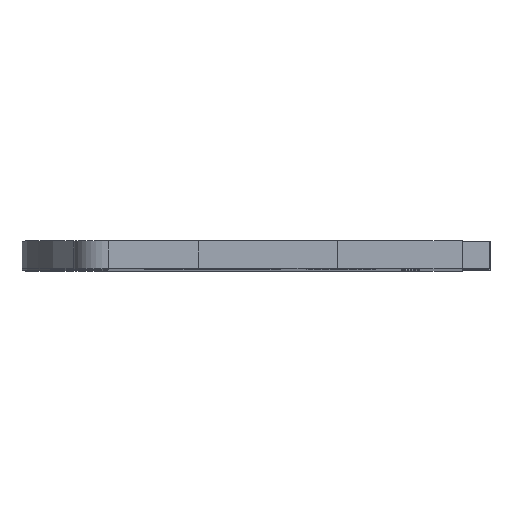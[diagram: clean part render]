
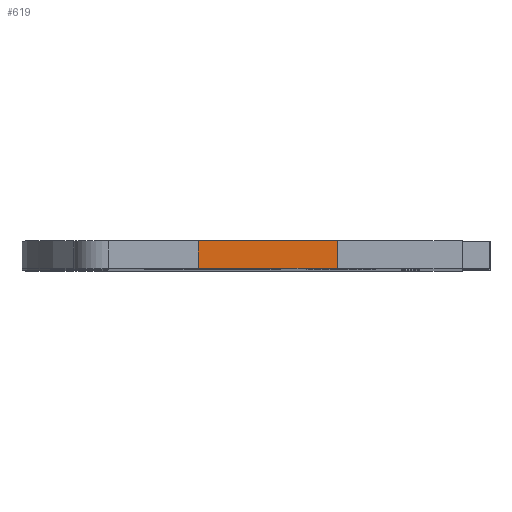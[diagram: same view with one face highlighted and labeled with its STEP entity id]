
A CAD part, top view. The second image highlights one B-rep face of the part: STEP entity #619.
In plain terms, the highlighted planar face has unit normal (0, 0, 1).
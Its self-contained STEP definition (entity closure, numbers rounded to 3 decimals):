
#26 = VECTOR ( 'NONE', #256, 1000. ) ;
#63 = FACE_OUTER_BOUND ( 'NONE', #722, .T. ) ;
#87 = CARTESIAN_POINT ( 'NONE',  ( -72., -48., 458.3 ) ) ;
#241 = CARTESIAN_POINT ( 'NONE',  ( -72., -48., 458.3 ) ) ;
#256 = DIRECTION ( 'NONE',  ( -1., 0., 0. ) ) ;
#258 = VERTEX_POINT ( 'NONE', #2618 ) ;
#265 = LINE ( 'NONE', #241, #26 ) ;
#419 = CARTESIAN_POINT ( 'NONE',  ( -72., -48., 458.3 ) ) ;
#422 = CARTESIAN_POINT ( 'NONE',  ( -112., -56., 458.3 ) ) ;
#594 = VERTEX_POINT ( 'NONE', #1062 ) ;
#619 = ADVANCED_FACE ( 'NONE', ( #63 ), #864, .T. ) ;
#689 = ORIENTED_EDGE ( 'NONE', *, *, #1584, .T. ) ;
#722 = EDGE_LOOP ( 'NONE', ( #982, #1564, #689, #1309 ) ) ;
#747 = DIRECTION ( 'NONE',  ( 0., -1., 0. ) ) ;
#769 = LINE ( 'NONE', #87, #1994 ) ;
#772 = EDGE_CURVE ( 'NONE', #258, #2177, #2133, .T. ) ;
#864 = PLANE ( 'NONE',  #1701 ) ;
#982 = ORIENTED_EDGE ( 'NONE', *, *, #772, .F. ) ;
#1062 = CARTESIAN_POINT ( 'NONE',  ( -112., -48., 458.3 ) ) ;
#1232 = CARTESIAN_POINT ( 'NONE',  ( -72., -56., 458.3 ) ) ;
#1309 = ORIENTED_EDGE ( 'NONE', *, *, #1961, .T. ) ;
#1373 = VECTOR ( 'NONE', #2606, 1000. ) ;
#1535 = VERTEX_POINT ( 'NONE', #2487 ) ;
#1564 = ORIENTED_EDGE ( 'NONE', *, *, #2528, .F. ) ;
#1584 = EDGE_CURVE ( 'NONE', #1535, #594, #265, .T. ) ;
#1701 = AXIS2_PLACEMENT_3D ( 'NONE', #419, #2080, #2059 ) ;
#1866 = DIRECTION ( 'NONE',  ( -1., 0., 0. ) ) ;
#1939 = LINE ( 'NONE', #2420, #1373 ) ;
#1961 = EDGE_CURVE ( 'NONE', #594, #2177, #1939, .T. ) ;
#1994 = VECTOR ( 'NONE', #747, 1000. ) ;
#2059 = DIRECTION ( 'NONE',  ( 1., 0., 0. ) ) ;
#2080 = DIRECTION ( 'NONE',  ( 0., 0., 1. ) ) ;
#2097 = VECTOR ( 'NONE', #1866, 1000. ) ;
#2133 = LINE ( 'NONE', #1232, #2097 ) ;
#2177 = VERTEX_POINT ( 'NONE', #422 ) ;
#2420 = CARTESIAN_POINT ( 'NONE',  ( -112., -48., 458.3 ) ) ;
#2487 = CARTESIAN_POINT ( 'NONE',  ( -72., -48., 458.3 ) ) ;
#2528 = EDGE_CURVE ( 'NONE', #1535, #258, #769, .T. ) ;
#2606 = DIRECTION ( 'NONE',  ( 0., -1., 0. ) ) ;
#2618 = CARTESIAN_POINT ( 'NONE',  ( -72., -56., 458.3 ) ) ;
